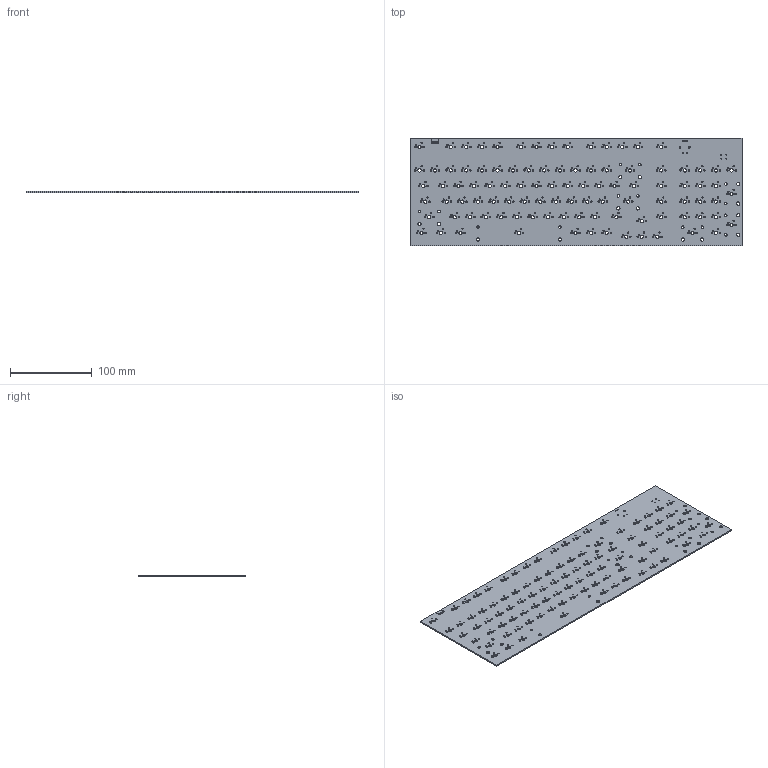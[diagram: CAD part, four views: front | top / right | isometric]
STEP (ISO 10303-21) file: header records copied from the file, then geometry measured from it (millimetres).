
FILE_DESCRIPTION(('KiCad electronic assembly'),'2;1');
FILE_NAME('Workeeb.step','2022-08-20T23:20:40',('Pcbnew'),('Kicad'), 'Open CASCADE STEP processor 7.6','KiCad to STEP converter','Unknown' );
FILE_SCHEMA(('AUTOMOTIVE_DESIGN { 1 0 10303 214 1 1 1 1 }'));
Length unit declared in the file: millimetre
Products named in the file (2): Workeeb 1; _autosave-Workeeb PCB
Assembly tree (1 placements, depth 2):
  Workeeb 1
    _autosave-Workeeb PCB
Bounding box: 405.38 x 131.32 x 1.6 mm (x, y, z)
Volume: 81419.5 mm3; surface area: 109303.6 mm2
Topology: 1 solids, 1 shells, 579 faces, 1731 edges, 1154 vertices
Faces by surface type: cylinder 560, plane 19
Full cylindrical faces by diameter (mm): 0.4 x16, 1 x9, 1.47 x198, 1.75 x198, 3.048 x14, 3.988 x113
Entity records: 44951 total; most frequent: DIRECTION 7475, CARTESIAN_POINT 6928, ORIENTED_EDGE 3462, PCURVE 3462, DEFINITIONAL_REPRESENTATION 3462, LINE 2953, VECTOR 2953, CIRCLE 2240
